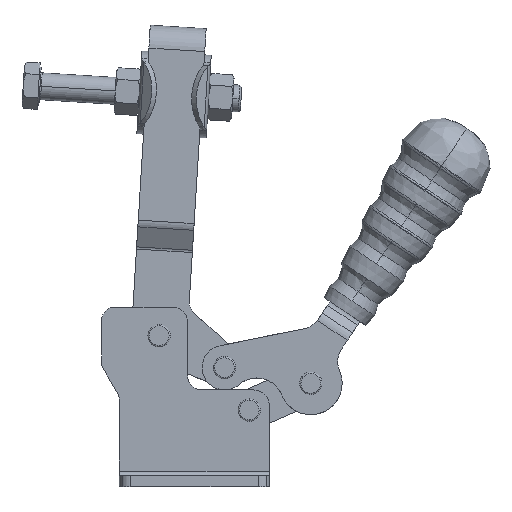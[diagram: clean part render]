
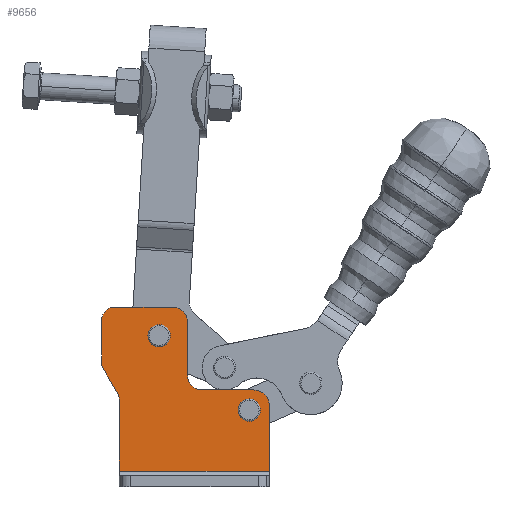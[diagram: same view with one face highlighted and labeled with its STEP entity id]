
A CAD part, front view. The second image highlights one B-rep face of the part: STEP entity #9656.
In plain terms, the highlighted planar face has unit normal (0, -1, 0).
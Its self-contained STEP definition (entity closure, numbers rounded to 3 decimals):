
#3538=CARTESIAN_POINT('',(111.601,-64.03,0.704));
#3539=VERTEX_POINT('',#3538);
#3556=CARTESIAN_POINT('',(121.601,-64.03,0.704));
#3557=VERTEX_POINT('',#3556);
#3564=CARTESIAN_POINT('',(116.601,-64.03,0.704));
#3565=DIRECTION('',(0.0,1.0,0.0));
#3566=DIRECTION('',(-1.0,0.0,0.0));
#3567=AXIS2_PLACEMENT_3D('',#3564,#3565,#3566);
#3568=CIRCLE('',#3567,5.);
#3569=EDGE_CURVE('',#3539,#3557,#3568,.T.);
#3838=CARTESIAN_POINT('',(71.351,-64.03,33.954));
#3839=VERTEX_POINT('',#3838);
#3856=CARTESIAN_POINT('',(81.351,-64.03,33.954));
#3857=VERTEX_POINT('',#3856);
#3864=CARTESIAN_POINT('',(76.351,-64.03,33.954));
#3865=DIRECTION('',(0.0,1.0,0.0));
#3866=DIRECTION('',(-1.0,0.0,0.0));
#3867=AXIS2_PLACEMENT_3D('',#3864,#3865,#3866);
#3868=CIRCLE('',#3867,5.);
#3869=EDGE_CURVE('',#3839,#3857,#3868,.T.);
#8605=CARTESIAN_POINT('',(123.551,-64.03,7.654));
#8606=VERTEX_POINT('',#8605);
#8622=CARTESIAN_POINT('',(118.601,-64.03,9.704));
#8623=VERTEX_POINT('',#8622);
#8630=CARTESIAN_POINT('',(118.601,-64.03,2.704));
#8631=DIRECTION('',(0.,1.0,0.));
#8632=DIRECTION('',(0.707,0.,0.707));
#8633=AXIS2_PLACEMENT_3D('',#8630,#8631,#8632);
#8634=CIRCLE('',#8633,7.0);
#8635=EDGE_CURVE('',#8623,#8606,#8634,.T.);
#8645=CARTESIAN_POINT('',(90.932,-64.03,11.535));
#8646=VERTEX_POINT('',#8645);
#8655=CARTESIAN_POINT('',(95.351,-64.03,9.704));
#8656=VERTEX_POINT('',#8655);
#8657=CARTESIAN_POINT('',(95.351,-64.03,15.954));
#8658=DIRECTION('',(0.,-1.,0.));
#8659=DIRECTION('',(-0.707,0.,-0.707));
#8660=AXIS2_PLACEMENT_3D('',#8657,#8658,#8659);
#8661=CIRCLE('',#8660,6.25);
#8662=EDGE_CURVE('',#8646,#8656,#8661,.T.);
#8771=CARTESIAN_POINT('',(58.397,-64.03,6.649));
#8772=VERTEX_POINT('',#8771);
#8781=CARTESIAN_POINT('',(57.797,-64.03,8.097));
#8782=VERTEX_POINT('',#8781);
#8783=CARTESIAN_POINT('',(52.601,-64.03,5.097));
#8784=DIRECTION('',(0.,-1.0,0.));
#8785=DIRECTION('',(0.966,0.,0.259));
#8786=AXIS2_PLACEMENT_3D('',#8783,#8784,#8785);
#8787=CIRCLE('',#8786,6.);
#8788=EDGE_CURVE('',#8772,#8782,#8787,.T.);
#8815=CARTESIAN_POINT('',(50.806,-64.03,20.615));
#8816=VERTEX_POINT('',#8815);
#8832=CARTESIAN_POINT('',(51.405,-64.03,19.168));
#8833=VERTEX_POINT('',#8832);
#8840=CARTESIAN_POINT('',(56.601,-64.03,22.168));
#8841=DIRECTION('',(0.,1.0,0.));
#8842=DIRECTION('',(-0.966,0.,-0.259));
#8843=AXIS2_PLACEMENT_3D('',#8840,#8841,#8842);
#8844=CIRCLE('',#8843,6.);
#8845=EDGE_CURVE('',#8833,#8816,#8844,.T.);
#8855=CARTESIAN_POINT('',(52.359,-64.03,44.947));
#8856=VERTEX_POINT('',#8855);
#8865=CARTESIAN_POINT('',(56.601,-64.03,46.704));
#8866=VERTEX_POINT('',#8865);
#8867=CARTESIAN_POINT('',(56.601,-64.03,40.704));
#8868=DIRECTION('',(0.,1.0,0.));
#8869=DIRECTION('',(-0.707,0.,0.707));
#8870=AXIS2_PLACEMENT_3D('',#8867,#8868,#8869);
#8871=CIRCLE('',#8870,6.);
#8872=EDGE_CURVE('',#8856,#8866,#8871,.T.);
#8897=CARTESIAN_POINT('',(87.051,-64.03,44.654));
#8898=VERTEX_POINT('',#8897);
#8907=CARTESIAN_POINT('',(89.101,-64.03,39.704));
#8908=VERTEX_POINT('',#8907);
#8909=CARTESIAN_POINT('',(82.101,-64.03,39.704));
#8910=DIRECTION('',(0.,1.0,0.));
#8911=DIRECTION('',(0.707,0.,0.707));
#8912=AXIS2_PLACEMENT_3D('',#8909,#8910,#8911);
#8913=CIRCLE('',#8912,7.0);
#8914=EDGE_CURVE('',#8898,#8908,#8913,.T.);
#8973=CARTESIAN_POINT('',(125.601,-64.03,2.704));
#8974=VERTEX_POINT('',#8973);
#8981=CARTESIAN_POINT('',(125.601,-64.03,-26.546));
#8982=VERTEX_POINT('',#8981);
#8983=CARTESIAN_POINT('',(125.601,-64.03,2.704));
#8984=DIRECTION('',(0.0,0.0,-1.0));
#8985=VECTOR('',#8984,29.25);
#8986=LINE('',#8983,#8985);
#8987=EDGE_CURVE('',#8974,#8982,#8986,.T.);
#9124=CARTESIAN_POINT('',(58.601,-64.03,-26.546));
#9125=VERTEX_POINT('',#9124);
#9126=CARTESIAN_POINT('',(58.601,-64.03,-26.546));
#9127=DIRECTION('',(1.0,0.0,0.0));
#9128=VECTOR('',#9127,67.);
#9129=LINE('',#9126,#9128);
#9130=EDGE_CURVE('',#9125,#8982,#9129,.T.);
#9157=CARTESIAN_POINT('',(82.101,-64.03,46.704));
#9158=VERTEX_POINT('',#9157);
#9159=CARTESIAN_POINT('',(56.601,-64.03,46.704));
#9160=DIRECTION('',(1.0,0.0,0.0));
#9161=VECTOR('',#9160,25.5);
#9162=LINE('',#9159,#9161);
#9163=EDGE_CURVE('',#8866,#9158,#9162,.T.);
#9197=CARTESIAN_POINT('',(89.101,-64.03,15.954));
#9198=VERTEX_POINT('',#9197);
#9220=CARTESIAN_POINT('',(89.101,-64.03,15.954));
#9221=DIRECTION('',(0.0,0.0,1.0));
#9222=VECTOR('',#9221,23.75);
#9223=LINE('',#9220,#9222);
#9224=EDGE_CURVE('',#9198,#8908,#9223,.T.);
#9243=CARTESIAN_POINT('',(82.101,-64.03,39.704));
#9244=DIRECTION('',(0.,1.0,0.));
#9245=DIRECTION('',(0.707,0.,0.707));
#9246=AXIS2_PLACEMENT_3D('',#9243,#9244,#9245);
#9247=CIRCLE('',#9246,7.0);
#9248=EDGE_CURVE('',#9158,#8898,#9247,.T.);
#9268=CARTESIAN_POINT('',(50.601,-64.03,40.704));
#9269=VERTEX_POINT('',#9268);
#9276=CARTESIAN_POINT('',(56.601,-64.03,40.704));
#9277=DIRECTION('',(0.,1.0,0.));
#9278=DIRECTION('',(-0.707,0.,0.707));
#9279=AXIS2_PLACEMENT_3D('',#9276,#9277,#9278);
#9280=CIRCLE('',#9279,6.);
#9281=EDGE_CURVE('',#9269,#8856,#9280,.T.);
#9291=CARTESIAN_POINT('',(50.601,-64.03,22.168));
#9292=VERTEX_POINT('',#9291);
#9301=CARTESIAN_POINT('',(50.601,-64.03,40.704));
#9302=DIRECTION('',(0.0,0.0,-1.0));
#9303=VECTOR('',#9302,18.536);
#9304=LINE('',#9301,#9303);
#9305=EDGE_CURVE('',#9269,#9292,#9304,.T.);
#9437=CARTESIAN_POINT('',(56.601,-64.03,22.168));
#9438=DIRECTION('',(0.,1.0,0.));
#9439=DIRECTION('',(-0.966,0.,-0.259));
#9440=AXIS2_PLACEMENT_3D('',#9437,#9438,#9439);
#9441=CIRCLE('',#9440,6.);
#9442=EDGE_CURVE('',#8816,#9292,#9441,.T.);
#9455=CARTESIAN_POINT('',(51.405,-64.03,19.168));
#9456=DIRECTION('',(0.5,0.0,-0.866));
#9457=VECTOR('',#9456,12.785);
#9458=LINE('',#9455,#9457);
#9459=EDGE_CURVE('',#8833,#8782,#9458,.T.);
#9473=CARTESIAN_POINT('',(58.601,-64.03,5.097));
#9474=VERTEX_POINT('',#9473);
#9481=CARTESIAN_POINT('',(52.601,-64.03,5.097));
#9482=DIRECTION('',(0.,-1.0,0.));
#9483=DIRECTION('',(0.966,0.,0.259));
#9484=AXIS2_PLACEMENT_3D('',#9481,#9482,#9483);
#9485=CIRCLE('',#9484,6.);
#9486=EDGE_CURVE('',#9474,#8772,#9485,.T.);
#9555=CARTESIAN_POINT('',(95.351,-64.03,15.954));
#9556=DIRECTION('',(0.,-1.,0.));
#9557=DIRECTION('',(-0.707,0.,-0.707));
#9558=AXIS2_PLACEMENT_3D('',#9555,#9556,#9557);
#9559=CIRCLE('',#9558,6.25);
#9560=EDGE_CURVE('',#9198,#8646,#9559,.T.);
#9589=CARTESIAN_POINT('',(118.601,-64.03,9.704));
#9590=DIRECTION('',(-1.0,0.0,0.0));
#9591=VECTOR('',#9590,23.25);
#9592=LINE('',#9589,#9591);
#9593=EDGE_CURVE('',#8623,#8656,#9592,.T.);
#9598=CARTESIAN_POINT('',(92.101,-64.03,9.079));
#9599=DIRECTION('',(0.0,1.0,0.0));
#9600=DIRECTION('',(0.0,0.0,1.0));
#9601=AXIS2_PLACEMENT_3D('',#9598,#9599,#9600);
#9602=PLANE('',#9601);
#9603=ORIENTED_EDGE('',*,*,#8635,.F.);
#9604=ORIENTED_EDGE('',*,*,#9593,.T.);
#9605=ORIENTED_EDGE('',*,*,#8662,.F.);
#9606=ORIENTED_EDGE('',*,*,#9560,.F.);
#9607=ORIENTED_EDGE('',*,*,#9224,.T.);
#9608=ORIENTED_EDGE('',*,*,#8914,.F.);
#9609=ORIENTED_EDGE('',*,*,#9248,.F.);
#9610=ORIENTED_EDGE('',*,*,#9163,.F.);
#9611=ORIENTED_EDGE('',*,*,#8872,.F.);
#9612=ORIENTED_EDGE('',*,*,#9281,.F.);
#9613=ORIENTED_EDGE('',*,*,#9305,.T.);
#9614=ORIENTED_EDGE('',*,*,#9442,.F.);
#9615=ORIENTED_EDGE('',*,*,#8845,.F.);
#9616=ORIENTED_EDGE('',*,*,#9459,.T.);
#9617=ORIENTED_EDGE('',*,*,#8788,.F.);
#9618=ORIENTED_EDGE('',*,*,#9486,.F.);
#9619=CARTESIAN_POINT('',(58.601,-64.03,5.097));
#9620=DIRECTION('',(0.0,0.0,-1.0));
#9621=VECTOR('',#9620,31.642);
#9622=LINE('',#9619,#9621);
#9623=EDGE_CURVE('',#9474,#9125,#9622,.T.);
#9624=ORIENTED_EDGE('',*,*,#9623,.T.);
#9625=ORIENTED_EDGE('',*,*,#9130,.T.);
#9626=ORIENTED_EDGE('',*,*,#8987,.F.);
#9627=CARTESIAN_POINT('',(118.601,-64.03,2.704));
#9628=DIRECTION('',(0.,1.0,0.));
#9629=DIRECTION('',(0.707,0.,0.707));
#9630=AXIS2_PLACEMENT_3D('',#9627,#9628,#9629);
#9631=CIRCLE('',#9630,7.0);
#9632=EDGE_CURVE('',#8606,#8974,#9631,.T.);
#9633=ORIENTED_EDGE('',*,*,#9632,.F.);
#9634=EDGE_LOOP('',(#9603,#9604,#9605,#9606,#9607,#9608,#9609,#9610,#9611,#9612,#9613,#9614,#9615,#9616,#9617,#9618,#9624,#9625,#9626,#9633));
#9635=FACE_OUTER_BOUND('',#9634,.T.);
#9636=ORIENTED_EDGE('',*,*,#3569,.T.);
#9637=CARTESIAN_POINT('',(116.601,-64.03,0.704));
#9638=DIRECTION('',(0.0,1.0,0.0));
#9639=DIRECTION('',(-1.0,0.0,0.0));
#9640=AXIS2_PLACEMENT_3D('',#9637,#9638,#9639);
#9641=CIRCLE('',#9640,5.);
#9642=EDGE_CURVE('',#3557,#3539,#9641,.T.);
#9643=ORIENTED_EDGE('',*,*,#9642,.T.);
#9644=EDGE_LOOP('',(#9636,#9643));
#9645=FACE_BOUND('',#9644,.T.);
#9646=ORIENTED_EDGE('',*,*,#3869,.T.);
#9647=CARTESIAN_POINT('',(76.351,-64.03,33.954));
#9648=DIRECTION('',(0.0,1.0,0.0));
#9649=DIRECTION('',(-1.0,0.0,0.0));
#9650=AXIS2_PLACEMENT_3D('',#9647,#9648,#9649);
#9651=CIRCLE('',#9650,5.);
#9652=EDGE_CURVE('',#3857,#3839,#9651,.T.);
#9653=ORIENTED_EDGE('',*,*,#9652,.T.);
#9654=EDGE_LOOP('',(#9646,#9653));
#9655=FACE_BOUND('',#9654,.T.);
#9656=ADVANCED_FACE('',(#9635,#9645,#9655),#9602,.F.);
